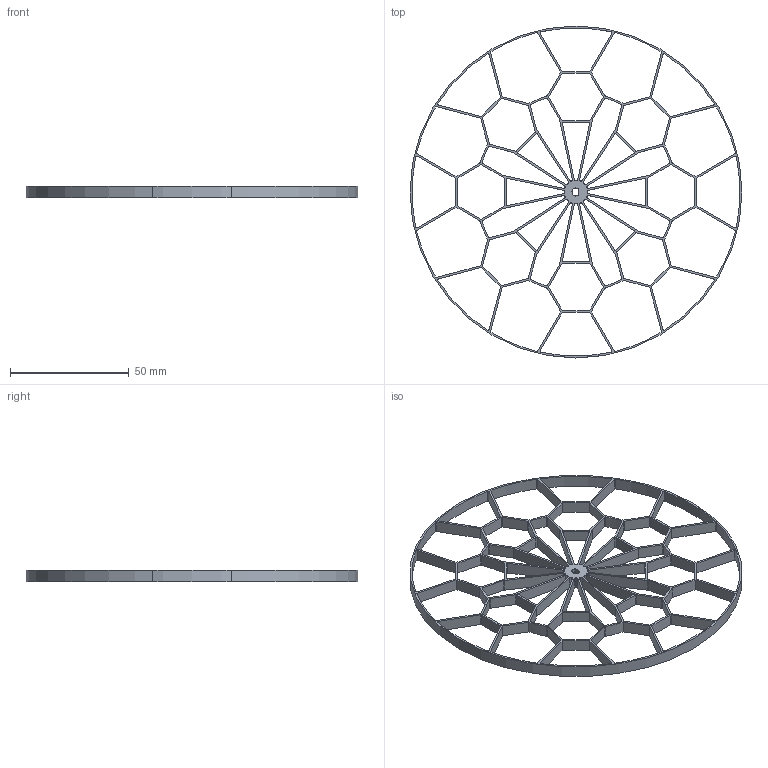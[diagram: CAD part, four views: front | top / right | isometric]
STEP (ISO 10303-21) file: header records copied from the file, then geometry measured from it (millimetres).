
FILE_DESCRIPTION(/* description */ (''),/* implementation_level */ '2;1');
FILE_NAME(/* name */ 'Sand Flea 0.8mm v3.step',/* time_stamp */ '2018-11-14T20:18:31+00:00',/* author */ ('charles.freestone'),/* organization */ (''),/* preprocessor_version */ 'ST-DEVELOPER v17.2',/* originating_system */ 'Autodesk Translation Framework v7.6.0.251',/* authorisation */ '');
FILE_SCHEMA (('AUTOMOTIVE_DESIGN { 1 0 10303 214 3 1 1 }'));
Length unit declared in the file: millimetre
Products named in the file (1): Sand Flea 0.8mm
Bounding box: 140 x 140 x 5 mm (x, y, z)
Volume: 7521.9 mm3; surface area: 20648 mm2
Topology: 1 solids, 1 shells, 423 faces, 1263 edges, 842 vertices
Faces by surface type: cylinder 260, plane 163
Full cylindrical faces by diameter (mm): 140 x1
Entity records: 14634 total; most frequent: DIRECTION 2631, CARTESIAN_POINT 2529, ORIENTED_EDGE 2526, EDGE_CURVE 1263, AXIS2_PLACEMENT_3D 944, VERTEX_POINT 842, LINE 743, VECTOR 743
